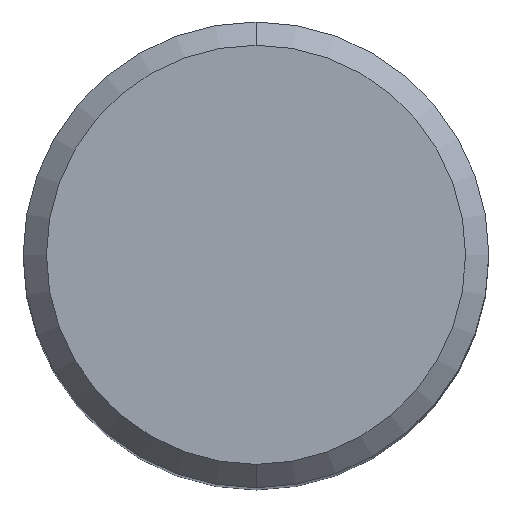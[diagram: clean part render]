
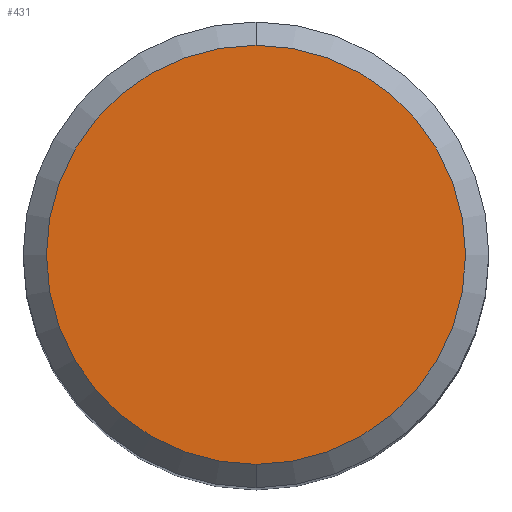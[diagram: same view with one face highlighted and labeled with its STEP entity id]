
A CAD part, top view. The second image highlights one B-rep face of the part: STEP entity #431.
In plain terms, the highlighted planar face has unit normal (0, 0, 1).
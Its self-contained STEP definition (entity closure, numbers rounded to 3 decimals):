
#431=ADVANCED_FACE('',(#1077),#1078,.T.);
#499=EDGE_CURVE('',#771,#897,#1149,.T.);
#771=VERTEX_POINT('',#1445);
#781=EDGE_CURVE('',#897,#771,#1455,.T.);
#897=VERTEX_POINT('',#1585);
#1077=FACE_OUTER_BOUND('',#1975,.T.);
#1078=PLANE('',#1976);
#1149=CIRCLE('',#2272,7.2);
#1445=CARTESIAN_POINT('',(0.0,7.2,0.));
#1455=CIRCLE('',#6068,7.2);
#1585=CARTESIAN_POINT('',(0.,-7.2,0.));
#1975=EDGE_LOOP('',(#8082,#8083));
#1976=AXIS2_PLACEMENT_3D('',#8084,#8085,#8086);
#2272=AXIS2_PLACEMENT_3D('',#8127,#8128,#8129);
#6068=AXIS2_PLACEMENT_3D('',#8445,#8446,#8447);
#8082=ORIENTED_EDGE('',*,*,#499,.F.);
#8083=ORIENTED_EDGE('',*,*,#781,.F.);
#8084=CARTESIAN_POINT('',(0.0,3.6,0.));
#8085=DIRECTION('',(-0.0,0.0,1.0));
#8086=DIRECTION('',(0.0,-1.0,0.0));
#8127=CARTESIAN_POINT('',(0.0,0.0,0.));
#8128=DIRECTION('',(0.0,0.0,-1.0));
#8129=DIRECTION('',(0.0,1.0,0.0));
#8445=CARTESIAN_POINT('',(0.0,0.0,0.));
#8446=DIRECTION('',(0.0,0.0,-1.0));
#8447=DIRECTION('',(0.0,1.0,0.0));
